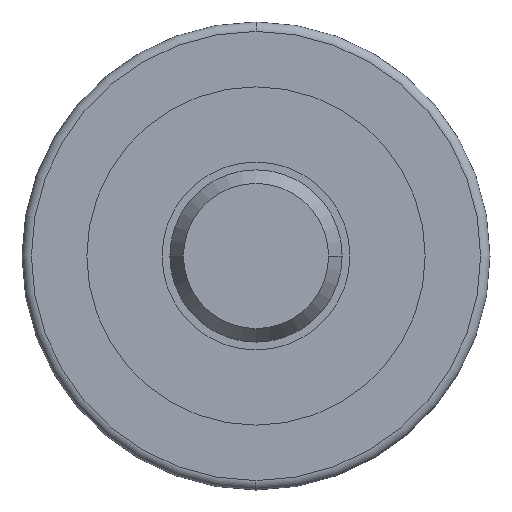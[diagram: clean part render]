
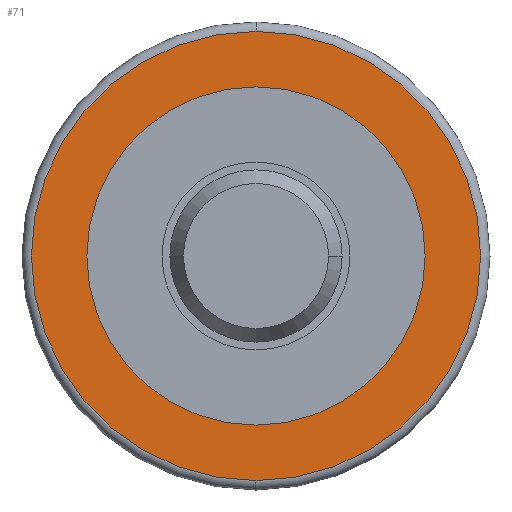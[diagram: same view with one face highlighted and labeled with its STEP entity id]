
A CAD part, left-side view. The second image highlights one B-rep face of the part: STEP entity #71.
In plain terms, the highlighted planar face has unit normal (-1, 0, 0).
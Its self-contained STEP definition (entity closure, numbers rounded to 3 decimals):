
#71=ADVANCED_FACE('',(#136,#137),#138,.T.);
#136=FACE_OUTER_BOUND('',#217,.T.);
#137=FACE_BOUND('',#218,.T.);
#138=PLANE('',#219);
#217=EDGE_LOOP('',(#439,#440,#441));
#218=EDGE_LOOP('',(#442,#443));
#219=AXIS2_PLACEMENT_3D('',#444,#445,#446);
#439=ORIENTED_EDGE('',*,*,#561,.T.);
#440=ORIENTED_EDGE('',*,*,#620,.T.);
#441=ORIENTED_EDGE('',*,*,#562,.T.);
#442=ORIENTED_EDGE('',*,*,#556,.F.);
#443=ORIENTED_EDGE('',*,*,#621,.F.);
#444=CARTESIAN_POINT('',(7.5,35.85,0.));
#445=DIRECTION('',(-1.0,0.,0.));
#446=DIRECTION('',(0.,1.0,0.));
#556=EDGE_CURVE('',#660,#656,#662,.T.);
#561=EDGE_CURVE('',#672,#670,#673,.T.);
#562=EDGE_CURVE('',#664,#672,#674,.T.);
#620=EDGE_CURVE('',#670,#664,#769,.T.);
#621=EDGE_CURVE('',#656,#660,#770,.T.);
#656=VERTEX_POINT('',#811);
#660=VERTEX_POINT('',#816);
#662=CIRCLE('',#819,54.0);
#664=VERTEX_POINT('',#821);
#670=VERTEX_POINT('',#827);
#672=VERTEX_POINT('',#829);
#673=CIRCLE('',#830,71.7);
#674=CIRCLE('',#831,71.7);
#769=CIRCLE('',#1161,71.7);
#770=CIRCLE('',#1162,54.0);
#811=CARTESIAN_POINT('',(7.5,0.,-54.0));
#816=CARTESIAN_POINT('',(7.5,0.,54.0));
#819=AXIS2_PLACEMENT_3D('',#1201,#1202,#1203);
#821=CARTESIAN_POINT('',(7.5,0.,71.7));
#827=CARTESIAN_POINT('',(7.5,0.,-71.7));
#829=CARTESIAN_POINT('',(7.5,71.7,0.));
#830=AXIS2_PLACEMENT_3D('',#1216,#1217,#1218);
#831=AXIS2_PLACEMENT_3D('',#1219,#1220,#1221);
#1161=AXIS2_PLACEMENT_3D('',#1315,#1316,#1317);
#1162=AXIS2_PLACEMENT_3D('',#1318,#1319,#1320);
#1201=CARTESIAN_POINT('',(7.5,0.0,0.0));
#1202=DIRECTION('',(-1.0,0.,0.));
#1203=DIRECTION('',(0.,0.,-1.0));
#1216=CARTESIAN_POINT('',(7.5,0.0,0.));
#1217=DIRECTION('',(-1.0,0.0,0.));
#1218=DIRECTION('',(0.0,1.0,0.0));
#1219=CARTESIAN_POINT('',(7.5,0.0,0.));
#1220=DIRECTION('',(-1.0,0.0,0.));
#1221=DIRECTION('',(0.0,1.0,0.0));
#1315=CARTESIAN_POINT('',(7.5,0.0,0.));
#1316=DIRECTION('',(-1.0,0.0,0.));
#1317=DIRECTION('',(0.0,1.0,0.0));
#1318=CARTESIAN_POINT('',(7.5,0.0,0.0));
#1319=DIRECTION('',(-1.0,0.,0.));
#1320=DIRECTION('',(0.,0.,-1.0));
